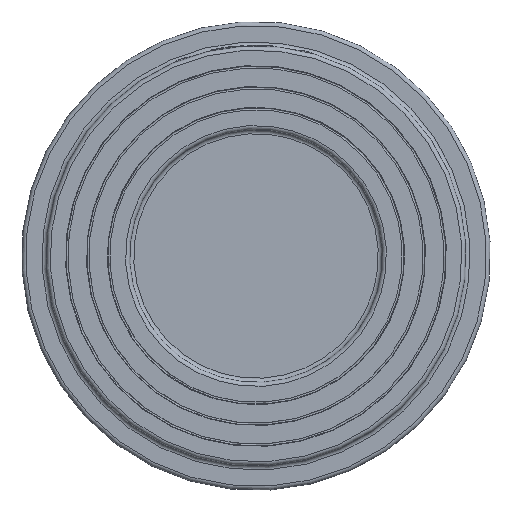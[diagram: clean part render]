
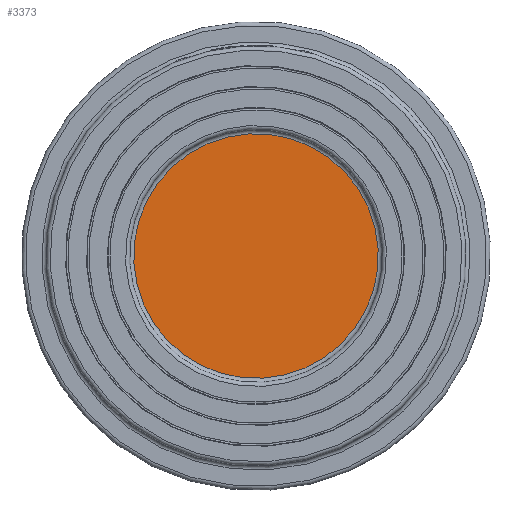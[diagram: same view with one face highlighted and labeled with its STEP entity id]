
A CAD part, front view. The second image highlights one B-rep face of the part: STEP entity #3373.
In plain terms, the highlighted planar face has unit normal (0, -1, 0).
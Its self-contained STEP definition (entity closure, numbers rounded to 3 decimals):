
#356=PLANE('',#3769);
#498=FACE_OUTER_BOUND('',#718,.T.);
#718=EDGE_LOOP('',(#2703));
#1221=CIRCLE('',#3768,30.);
#1517=VERTEX_POINT('',#6339);
#1924=EDGE_CURVE('',#1517,#1517,#1221,.T.);
#2703=ORIENTED_EDGE('',*,*,#1924,.F.);
#3373=ADVANCED_FACE('',(#498),#356,.F.);
#3768=AXIS2_PLACEMENT_3D('',#6341,#4527,#4528);
#3769=AXIS2_PLACEMENT_3D('',#6342,#4529,#4530);
#4527=DIRECTION('center_axis',(0.,1.,0.));
#4528=DIRECTION('ref_axis',(-1.,0.,0.));
#4529=DIRECTION('center_axis',(0.,1.,0.));
#4530=DIRECTION('ref_axis',(0.,0.,1.));
#6339=CARTESIAN_POINT('',(0.,6.1,30.));
#6341=CARTESIAN_POINT('Origin',(0.,6.1,0.));
#6342=CARTESIAN_POINT('Origin',(0.,6.1,0.));
